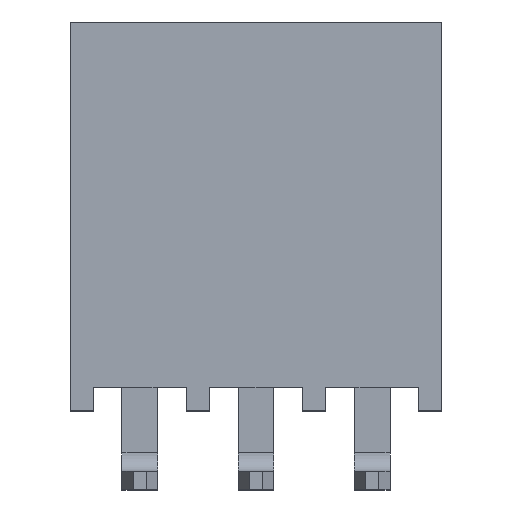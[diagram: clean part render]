
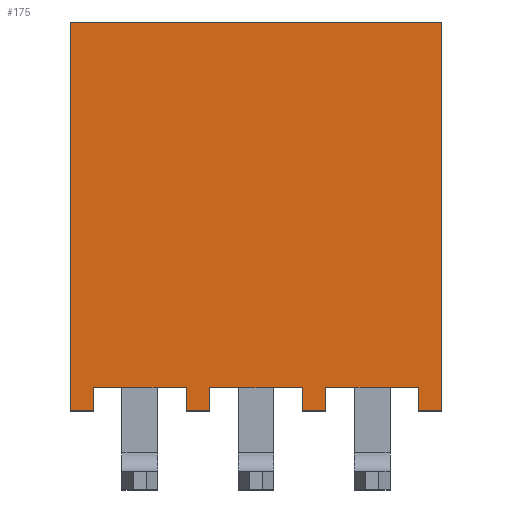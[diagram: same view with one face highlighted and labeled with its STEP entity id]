
A CAD part, top view. The second image highlights one B-rep face of the part: STEP entity #175.
In plain terms, the highlighted planar face has unit normal (0, 0, 1).
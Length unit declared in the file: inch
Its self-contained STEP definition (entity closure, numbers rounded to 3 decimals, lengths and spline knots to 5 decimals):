
#175 = ADVANCED_FACE( '', ( #369 ), #370, .F. );
#369 = FACE_OUTER_BOUND( '', #599, .T. );
#370 = PLANE( '', #600 );
#599 = EDGE_LOOP( '', ( #923, #924, #925, #926, #927, #928, #929, #930, #931, #932, #933, #934, #935, #936, #937, #938 ) );
#600 = AXIS2_PLACEMENT_3D( '', #939, #940, #941 );
#923 = ORIENTED_EDGE( '', *, *, #1506, .F. );
#924 = ORIENTED_EDGE( '', *, *, #1507, .T. );
#925 = ORIENTED_EDGE( '', *, *, #1471, .F. );
#926 = ORIENTED_EDGE( '', *, *, #1508, .F. );
#927 = ORIENTED_EDGE( '', *, *, #1509, .T. );
#928 = ORIENTED_EDGE( '', *, *, #1510, .T. );
#929 = ORIENTED_EDGE( '', *, *, #1511, .F. );
#930 = ORIENTED_EDGE( '', *, *, #1512, .F. );
#931 = ORIENTED_EDGE( '', *, *, #1513, .F. );
#932 = ORIENTED_EDGE( '', *, *, #1454, .T. );
#933 = ORIENTED_EDGE( '', *, *, #1514, .F. );
#934 = ORIENTED_EDGE( '', *, *, #1515, .F. );
#935 = ORIENTED_EDGE( '', *, *, #1516, .F. );
#936 = ORIENTED_EDGE( '', *, *, #1517, .T. );
#937 = ORIENTED_EDGE( '', *, *, #1428, .F. );
#938 = ORIENTED_EDGE( '', *, *, #1518, .F. );
#939 = CARTESIAN_POINT( '', ( -0.16, 0.335, 0.0475 ) );
#940 = DIRECTION( '', ( 0., 0., -1. ) );
#941 = DIRECTION( '', ( -1., 0., 0. ) );
#1428 = EDGE_CURVE( '', #1700, #1702, #1703, .T. );
#1454 = EDGE_CURVE( '', #1747, #1744, #1748, .T. );
#1471 = EDGE_CURVE( '', #1776, #1771, #1778, .T. );
#1506 = EDGE_CURVE( '', #1835, #1836, #1837, .T. );
#1507 = EDGE_CURVE( '', #1835, #1771, #1838, .T. );
#1508 = EDGE_CURVE( '', #1839, #1776, #1840, .T. );
#1509 = EDGE_CURVE( '', #1839, #1841, #1842, .T. );
#1510 = EDGE_CURVE( '', #1841, #1843, #1844, .T. );
#1511 = EDGE_CURVE( '', #1845, #1843, #1846, .T. );
#1512 = EDGE_CURVE( '', #1847, #1845, #1848, .T. );
#1513 = EDGE_CURVE( '', #1747, #1847, #1849, .T. );
#1514 = EDGE_CURVE( '', #1850, #1744, #1851, .T. );
#1515 = EDGE_CURVE( '', #1852, #1850, #1853, .T. );
#1516 = EDGE_CURVE( '', #1854, #1852, #1855, .T. );
#1517 = EDGE_CURVE( '', #1854, #1702, #1856, .T. );
#1518 = EDGE_CURVE( '', #1836, #1700, #1857, .T. );
#1700 = VERTEX_POINT( '', #2094 );
#1702 = VERTEX_POINT( '', #2097 );
#1703 = LINE( '', #2098, #2099 );
#1744 = VERTEX_POINT( '', #2157 );
#1747 = VERTEX_POINT( '', #2161 );
#1748 = LINE( '', #2162, #2163 );
#1771 = VERTEX_POINT( '', #2194 );
#1776 = VERTEX_POINT( '', #2201 );
#1778 = LINE( '', #2204, #2205 );
#1835 = VERTEX_POINT( '', #2284 );
#1836 = VERTEX_POINT( '', #2285 );
#1837 = LINE( '', #2286, #2287 );
#1838 = LINE( '', #2288, #2289 );
#1839 = VERTEX_POINT( '', #2290 );
#1840 = LINE( '', #2291, #2292 );
#1841 = VERTEX_POINT( '', #2293 );
#1842 = LINE( '', #2294, #2295 );
#1843 = VERTEX_POINT( '', #2296 );
#1844 = LINE( '', #2297, #2298 );
#1845 = VERTEX_POINT( '', #2299 );
#1846 = LINE( '', #2300, #2301 );
#1847 = VERTEX_POINT( '', #2302 );
#1848 = LINE( '', #2303, #2304 );
#1849 = LINE( '', #2305, #2306 );
#1850 = VERTEX_POINT( '', #2307 );
#1851 = LINE( '', #2308, #2309 );
#1852 = VERTEX_POINT( '', #2310 );
#1853 = LINE( '', #2311, #2312 );
#1854 = VERTEX_POINT( '', #2313 );
#1855 = LINE( '', #2314, #2315 );
#1856 = LINE( '', #2316, #2317 );
#1857 = LINE( '', #2318, #2319 );
#2094 = CARTESIAN_POINT( '', ( 0.06, 0.02, 0.0475 ) );
#2097 = CARTESIAN_POINT( '', ( 0.06, 0., 0.0475 ) );
#2098 = CARTESIAN_POINT( '', ( 0.06, 0.335, 0.0475 ) );
#2099 = VECTOR( '', #2614, 39.37008 );
#2157 = CARTESIAN_POINT( '', ( -0.04, 0., 0.0475 ) );
#2161 = CARTESIAN_POINT( '', ( -0.06, 0., 0.0475 ) );
#2162 = CARTESIAN_POINT( '', ( -0.16, 0., 0.0475 ) );
#2163 = VECTOR( '', #2639, 39.37008 );
#2194 = CARTESIAN_POINT( '', ( 0.16, 0., 0.0475 ) );
#2201 = CARTESIAN_POINT( '', ( 0.16, 0.335, 0.0475 ) );
#2204 = CARTESIAN_POINT( '', ( 0.16, 0.335, 0.0475 ) );
#2205 = VECTOR( '', #2657, 39.37008 );
#2284 = CARTESIAN_POINT( '', ( 0.14, 0., 0.0475 ) );
#2285 = CARTESIAN_POINT( '', ( 0.14, 0.02, 0.0475 ) );
#2286 = CARTESIAN_POINT( '', ( 0.14, 0.335, 0.0475 ) );
#2287 = VECTOR( '', #2692, 39.37008 );
#2288 = CARTESIAN_POINT( '', ( -0.16, 0., 0.0475 ) );
#2289 = VECTOR( '', #2693, 39.37008 );
#2290 = CARTESIAN_POINT( '', ( -0.16, 0.335, 0.0475 ) );
#2291 = CARTESIAN_POINT( '', ( -0.16, 0.335, 0.0475 ) );
#2292 = VECTOR( '', #2694, 39.37008 );
#2293 = CARTESIAN_POINT( '', ( -0.16, 0., 0.0475 ) );
#2294 = CARTESIAN_POINT( '', ( -0.16, 0.335, 0.0475 ) );
#2295 = VECTOR( '', #2695, 39.37008 );
#2296 = CARTESIAN_POINT( '', ( -0.14, 0., 0.0475 ) );
#2297 = CARTESIAN_POINT( '', ( -0.16, 0., 0.0475 ) );
#2298 = VECTOR( '', #2696, 39.37008 );
#2299 = CARTESIAN_POINT( '', ( -0.14, 0.02, 0.0475 ) );
#2300 = CARTESIAN_POINT( '', ( -0.14, 0.335, 0.0475 ) );
#2301 = VECTOR( '', #2697, 39.37008 );
#2302 = CARTESIAN_POINT( '', ( -0.06, 0.02, 0.0475 ) );
#2303 = CARTESIAN_POINT( '', ( -0.16, 0.02, 0.0475 ) );
#2304 = VECTOR( '', #2698, 39.37008 );
#2305 = CARTESIAN_POINT( '', ( -0.06, 0.335, 0.0475 ) );
#2306 = VECTOR( '', #2699, 39.37008 );
#2307 = CARTESIAN_POINT( '', ( -0.04, 0.02, 0.0475 ) );
#2308 = CARTESIAN_POINT( '', ( -0.04, 0.335, 0.0475 ) );
#2309 = VECTOR( '', #2700, 39.37008 );
#2310 = CARTESIAN_POINT( '', ( 0.04, 0.02, 0.0475 ) );
#2311 = CARTESIAN_POINT( '', ( -0.16, 0.02, 0.0475 ) );
#2312 = VECTOR( '', #2701, 39.37008 );
#2313 = CARTESIAN_POINT( '', ( 0.04, 0., 0.0475 ) );
#2314 = CARTESIAN_POINT( '', ( 0.04, 0.335, 0.0475 ) );
#2315 = VECTOR( '', #2702, 39.37008 );
#2316 = CARTESIAN_POINT( '', ( -0.16, 0., 0.0475 ) );
#2317 = VECTOR( '', #2703, 39.37008 );
#2318 = CARTESIAN_POINT( '', ( -0.16, 0.02, 0.0475 ) );
#2319 = VECTOR( '', #2704, 39.37008 );
#2614 = DIRECTION( '', ( 0., -1., 0. ) );
#2639 = DIRECTION( '', ( 1., 0., 0. ) );
#2657 = DIRECTION( '', ( 0., -1., 0. ) );
#2692 = DIRECTION( '', ( 0., 1., 0. ) );
#2693 = DIRECTION( '', ( 1., 0., 0. ) );
#2694 = DIRECTION( '', ( 1., 0., 0. ) );
#2695 = DIRECTION( '', ( 0., -1., 0. ) );
#2696 = DIRECTION( '', ( 1., 0., 0. ) );
#2697 = DIRECTION( '', ( 0., -1., 0. ) );
#2698 = DIRECTION( '', ( -1., 0., 0. ) );
#2699 = DIRECTION( '', ( 0., 1., 0. ) );
#2700 = DIRECTION( '', ( 0., -1., 0. ) );
#2701 = DIRECTION( '', ( -1., 0., 0. ) );
#2702 = DIRECTION( '', ( 0., 1., 0. ) );
#2703 = DIRECTION( '', ( 1., 0., 0. ) );
#2704 = DIRECTION( '', ( -1., 0., 0. ) );
